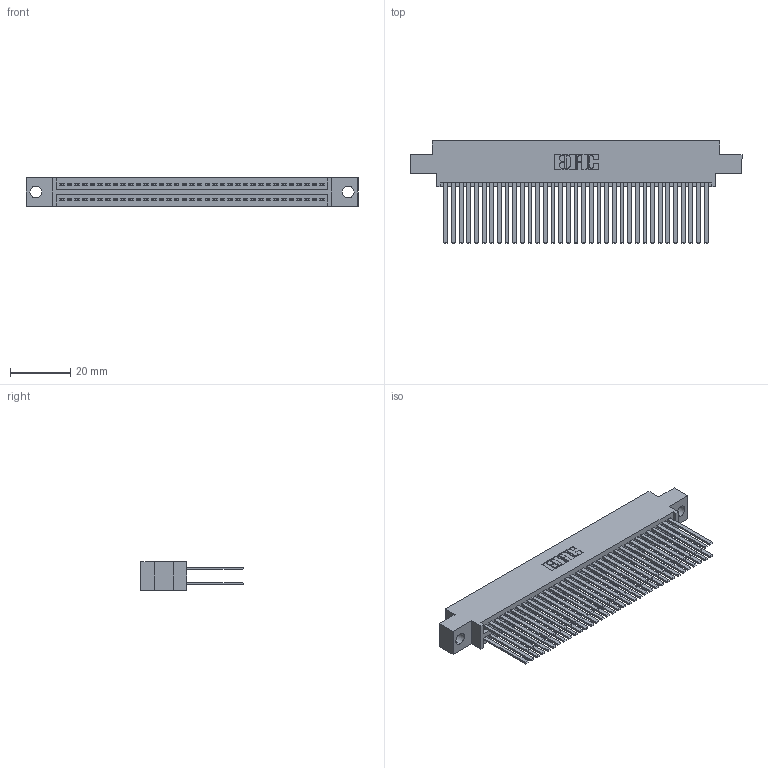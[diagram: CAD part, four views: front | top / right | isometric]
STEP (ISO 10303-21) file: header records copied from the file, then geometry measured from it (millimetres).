
FILE_DESCRIPTION (( 'STEP AP203' ), '1' );
FILE_NAME ('345-070-544-804.STEP', '2018-10-01T09:15:50', ( '' ), ( '' ), 'SwSTEP 2.0', 'SolidWorks 2016', '' );
FILE_SCHEMA (( 'CONFIG_CONTROL_DESIGN' ));
Length unit declared in the file: inch
Products named in the file (3): 345-070-544-804; 345-292-001_345-293-144; 345 Part_0.170 Offset - 0.156 Dia-TH
Assembly tree (71 placements, depth 2):
  345-070-544-804
    345 Part_0.170 Offset - 0.156 Dia-TH
    345-292-001_345-293-144  x70
Bounding box: 110.11 x 33.96 x 9.4 mm (x, y, z)
Volume: 11411.2 mm3; surface area: 19566.7 mm2
Topology: 71 solids, 71 shells, 3210 faces, 9523 edges, 6254 vertices
Faces by surface type: plane 2114, cylinder 1096
Entity records: 28355 total; most frequent: CARTESIAN_POINT 4760, ORIENTED_EDGE 4694, DIRECTION 4203, EDGE_CURVE 2347, LINE 2079, VECTOR 2079, VERTEX_POINT 1562, AXIS2_PLACEMENT_3D 1062
